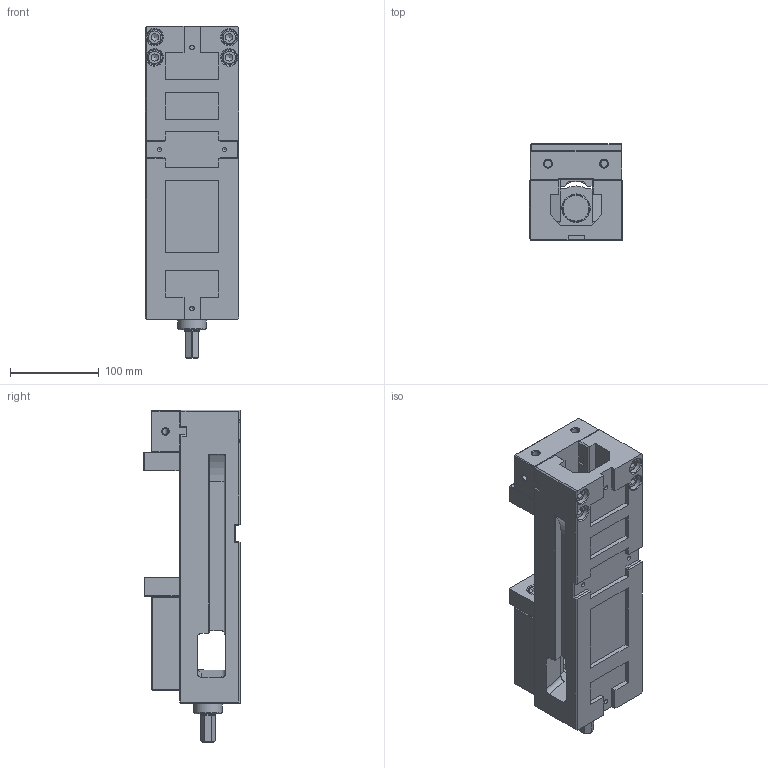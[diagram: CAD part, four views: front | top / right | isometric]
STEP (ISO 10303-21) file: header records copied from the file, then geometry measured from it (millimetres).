
FILE_DESCRIPTION(/* description */ (''),/* implementation_level */ '2;1');
FILE_NAME(/* name */ '3AMC-100.stp',/* time_stamp */ '2015-09-16T09:20:52+08:00',/* author */ ('user'),/* organization */ (''),/* preprocessor_version */ 'ST-DEVELOPER v15.2',/* originating_system */ 'Autodesk Inventor 2014',/* authorisation */ '');
FILE_SCHEMA (('AUTOMOTIVE_DESIGN { 1 0 10303 214 3 1 1 }'));
Length unit declared in the file: millimetre
Products named in the file (13): AMC-401-本台; AMC-408-固定顎; AMC-402-螺桿; AMC 滾珠軸承; AMC 固定螺母; AT-407 半圓球; AMC-406-活動顎; AMC-409-鉗口; JIS B 1177 平端 - M10 x 30; JIS B 1177 扁圓端 - M8 x 8; ANSI B18.3.1M - M10x1.5 x 20(1); ANSI B18.3.1M - M10x1.5 x 65(1); 3AMC-100
Bounding box: 105 x 108.1 x 373.5 mm (x, y, z)
Volume: 1982180.8 mm3; surface area: 330274.1 mm2
Topology: 19 solids, 19 shells, 595 faces, 1444 edges, 891 vertices
Faces by surface type: plane 390, cylinder 100, cone 76, torus 16, sphere 11, bspline 2
Full cylindrical faces by diameter (mm): 4.917 x4, 6.647 x3, 8 x1, 8.376 x11, 10 x9, 11 x8, 15.917 x1, 16 x9, 17 x3, 17.5 x8, 20 x1, 25 x1, 29 x2, 30 x1, 32 x3
Entity records: 13825 total; most frequent: CARTESIAN_POINT 2806, DIRECTION 2212, ORIENTED_EDGE 2064, EDGE_CURVE 1032, AXIS2_PLACEMENT_3D 738, LINE 736, VECTOR 736, VERTEX_POINT 698
